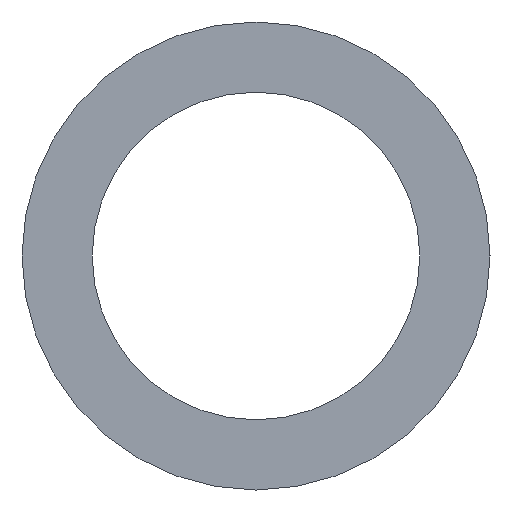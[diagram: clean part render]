
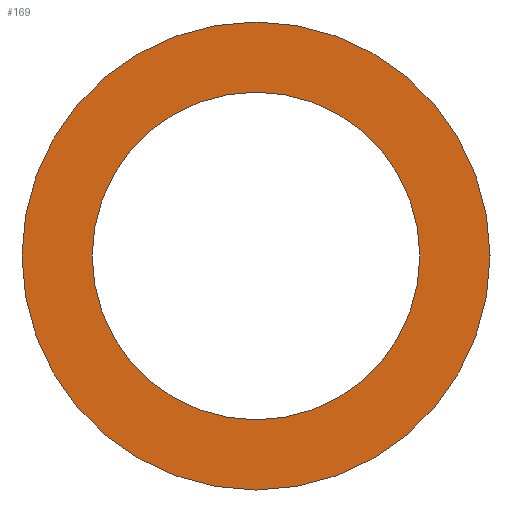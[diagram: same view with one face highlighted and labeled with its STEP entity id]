
A CAD part, left-side view. The second image highlights one B-rep face of the part: STEP entity #169.
In plain terms, the highlighted planar face has unit normal (-1, 0, 0).
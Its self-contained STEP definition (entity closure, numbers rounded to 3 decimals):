
#43=CARTESIAN_POINT('',(-7.5,0.,0.));
#44=DIRECTION('',(-1.,0.,0.));
#45=DIRECTION('',(0.,0.,-1.));
#46=AXIS2_PLACEMENT_3D('',#43,#44,#45);
#52=CARTESIAN_POINT('',(-7.5,0.,0.));
#53=DIRECTION('',(-1.,0.,0.));
#54=DIRECTION('',(0.,0.,1.));
#55=AXIS2_PLACEMENT_3D('',#52,#53,#54);
#60=CARTESIAN_POINT('',(-7.5,0.,0.));
#61=DIRECTION('',(1.,0.,0.));
#62=DIRECTION('',(0.,0.,-1.));
#63=AXIS2_PLACEMENT_3D('',#60,#61,#62);
#68=CARTESIAN_POINT('',(-7.5,0.,0.));
#69=DIRECTION('',(1.,0.,0.));
#70=DIRECTION('',(0.,0.,1.));
#71=AXIS2_PLACEMENT_3D('',#68,#69,#70);
#136=CARTESIAN_POINT('',(-7.5,0.,-2.1));
#137=CARTESIAN_POINT('',(-7.5,0.,2.1));
#138=VERTEX_POINT('',#136);
#139=VERTEX_POINT('',#137);
#140=CARTESIAN_POINT('',(-7.5,0.,-3.));
#141=CARTESIAN_POINT('',(-7.5,0.,3.));
#142=VERTEX_POINT('',#140);
#143=VERTEX_POINT('',#141);
#152=CARTESIAN_POINT('',(-7.5,0.,0.));
#153=DIRECTION('',(1.,0.,0.));
#154=DIRECTION('',(0.,0.,-1.));
#155=AXIS2_PLACEMENT_3D('',#152,#153,#154);
#156=PLANE('',#155);
#158=ORIENTED_EDGE('',*,*,#157,.T.);
#160=ORIENTED_EDGE('',*,*,#159,.T.);
#161=EDGE_LOOP('',(#158,#160));
#162=FACE_OUTER_BOUND('',#161,.F.);
#164=ORIENTED_EDGE('',*,*,#163,.T.);
#166=ORIENTED_EDGE('',*,*,#165,.T.);
#167=EDGE_LOOP('',(#164,#166));
#168=FACE_BOUND('',#167,.F.);
#47=CIRCLE('',#46,2.1);
#56=CIRCLE('',#55,2.1);
#64=CIRCLE('',#63,3.);
#72=CIRCLE('',#71,3.);
#157=EDGE_CURVE('',#142,#143,#64,.T.);
#159=EDGE_CURVE('',#143,#142,#72,.T.);
#163=EDGE_CURVE('',#138,#139,#47,.T.);
#165=EDGE_CURVE('',#139,#138,#56,.T.);
#169=ADVANCED_FACE('',(#162,#168),#156,.F.);
